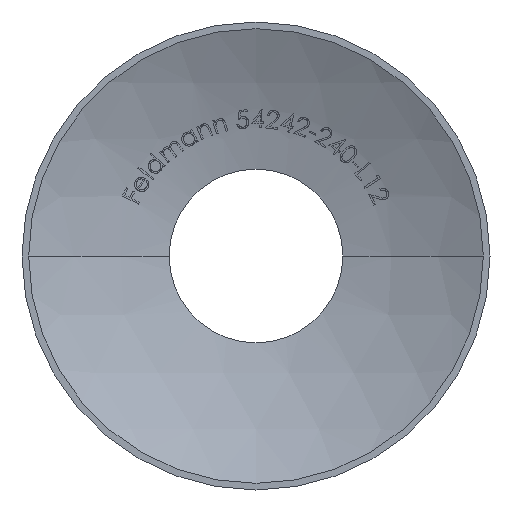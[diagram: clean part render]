
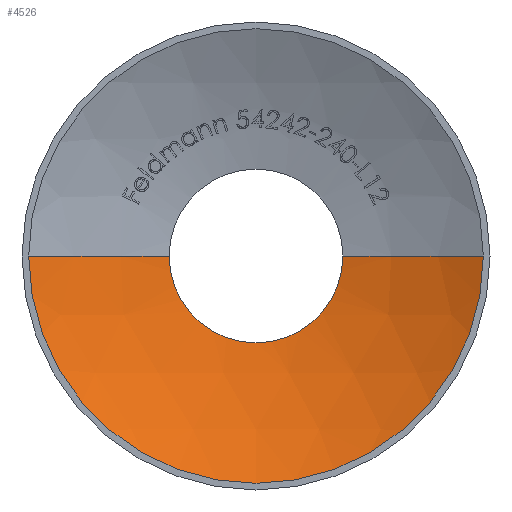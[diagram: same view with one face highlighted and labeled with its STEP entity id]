
A CAD part, front view. The second image highlights one B-rep face of the part: STEP entity #4526.
In plain terms, the highlighted spherical face has radius 35.49 mm.
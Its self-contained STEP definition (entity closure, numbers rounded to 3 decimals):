
#503 = VERTEX_POINT ( 'NONE', #5496 ) ;
#524 = AXIS2_PLACEMENT_3D ( 'NONE', #3706, #6892, #1214 ) ;
#569 = DIRECTION ( 'NONE',  ( 0., 1., 0. ) ) ;
#882 = CIRCLE ( 'NONE', #9232, 35.49 ) ;
#1214 = DIRECTION ( 'NONE',  ( 1., 0., 0. ) ) ;
#1350 = CIRCLE ( 'NONE', #10180, 6.25 ) ;
#1476 = CARTESIAN_POINT ( 'NONE',  ( 0., 0., 0. ) ) ;
#1607 = CARTESIAN_POINT ( 'NONE',  ( 0., -31.49, 0. ) ) ;
#2109 = EDGE_CURVE ( 'NONE', #7706, #5147, #1350, .T. ) ;
#2115 = ORIENTED_EDGE ( 'NONE', *, *, #2109, .T. ) ;
#2436 = DIRECTION ( 'NONE',  ( 0., 0., -1. ) ) ;
#2935 = EDGE_CURVE ( 'NONE', #8513, #503, #882, .T. ) ;
#3153 = CARTESIAN_POINT ( 'NONE',  ( -6.25, 3.445, 0. ) ) ;
#3172 = AXIS2_PLACEMENT_3D ( 'NONE', #1476, #9141, #6318 ) ;
#3376 = CARTESIAN_POINT ( 'NONE',  ( 0., 3.445, 0. ) ) ;
#3649 = CIRCLE ( 'NONE', #524, 35.49 ) ;
#3706 = CARTESIAN_POINT ( 'NONE',  ( 0., -31.49, 0. ) ) ;
#3816 = ORIENTED_EDGE ( 'NONE', *, *, #6907, .T. ) ;
#3913 = CIRCLE ( 'NONE', #3172, 16.368 ) ;
#3934 = CARTESIAN_POINT ( 'NONE',  ( 0., 3.445, -6.25 ) ) ;
#4059 = AXIS2_PLACEMENT_3D ( 'NONE', #1607, #10047, #6380 ) ;
#4320 = DIRECTION ( 'NONE',  ( 0., 0., -1. ) ) ;
#4526 = ADVANCED_FACE ( 'NONE', ( #10663 ), #6208, .F. ) ;
#5147 = VERTEX_POINT ( 'NONE', #3153 ) ;
#5470 = CARTESIAN_POINT ( 'NONE',  ( 0., -31.49, 0. ) ) ;
#5496 = CARTESIAN_POINT ( 'NONE',  ( 16.368, 0., 0. ) ) ;
#6119 = VERTEX_POINT ( 'NONE', #7047 ) ;
#6208 = SPHERICAL_SURFACE ( 'NONE', #4059, 35.49 ) ;
#6299 = ORIENTED_EDGE ( 'NONE', *, *, #2935, .F. ) ;
#6318 = DIRECTION ( 'NONE',  ( 1., 0., 0. ) ) ;
#6380 = DIRECTION ( 'NONE',  ( -1., 0., 0. ) ) ;
#6541 = ORIENTED_EDGE ( 'NONE', *, *, #8184, .T. ) ;
#6892 = DIRECTION ( 'NONE',  ( 0., 0., 1. ) ) ;
#6907 = EDGE_CURVE ( 'NONE', #6119, #503, #3913, .T. ) ;
#7047 = CARTESIAN_POINT ( 'NONE',  ( -16.368, 0., 0. ) ) ;
#7277 = ORIENTED_EDGE ( 'NONE', *, *, #11658, .T. ) ;
#7706 = VERTEX_POINT ( 'NONE', #3934 ) ;
#8137 = DIRECTION ( 'NONE',  ( 0., 1., 0. ) ) ;
#8184 = EDGE_CURVE ( 'NONE', #5147, #6119, #3649, .T. ) ;
#8513 = VERTEX_POINT ( 'NONE', #10777 ) ;
#9141 = DIRECTION ( 'NONE',  ( 0., -1., 0. ) ) ;
#9232 = AXIS2_PLACEMENT_3D ( 'NONE', #5470, #12103, #11122 ) ;
#9852 = AXIS2_PLACEMENT_3D ( 'NONE', #10024, #569, #4320 ) ;
#10024 = CARTESIAN_POINT ( 'NONE',  ( 0., 3.445, 0. ) ) ;
#10047 = DIRECTION ( 'NONE',  ( 0., 0., -1. ) ) ;
#10180 = AXIS2_PLACEMENT_3D ( 'NONE', #3376, #8137, #2436 ) ;
#10379 = CIRCLE ( 'NONE', #9852, 6.25 ) ;
#10663 = FACE_OUTER_BOUND ( 'NONE', #11785, .T. ) ;
#10777 = CARTESIAN_POINT ( 'NONE',  ( 6.25, 3.445, 0. ) ) ;
#11122 = DIRECTION ( 'NONE',  ( -1., 0., 0. ) ) ;
#11658 = EDGE_CURVE ( 'NONE', #8513, #7706, #10379, .T. ) ;
#11785 = EDGE_LOOP ( 'NONE', ( #6299, #7277, #2115, #6541, #3816 ) ) ;
#12103 = DIRECTION ( 'NONE',  ( 0., 0., -1. ) ) ;
